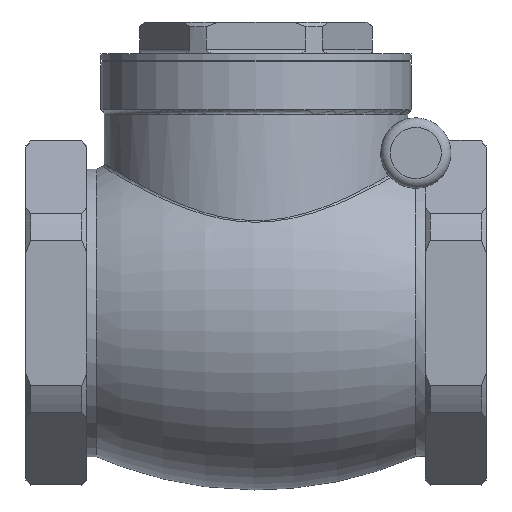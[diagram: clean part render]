
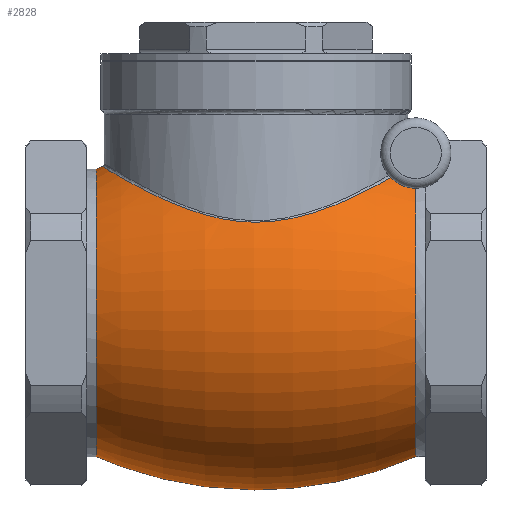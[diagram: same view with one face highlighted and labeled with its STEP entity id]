
A CAD part, left-side view. The second image highlights one B-rep face of the part: STEP entity #2828.
In plain terms, the highlighted toroidal (fillet/blend) face has major radius 69.564 mm and minor radius 125 mm.
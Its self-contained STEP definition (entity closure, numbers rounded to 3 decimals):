
#24=DEGENERATE_TOROIDAL_SURFACE('',#2996,69.564,125.,.F.);
#83=B_SPLINE_CURVE_WITH_KNOTS('',3,(#4013,#4014,#4015,#4016,#4017,#4018,
#4019),.UNSPECIFIED.,.F.,.F.,(4,1,1,1,4),(0.,0.002,
0.005,0.007,0.01),
 .UNSPECIFIED.);
#84=B_SPLINE_CURVE_WITH_KNOTS('',3,(#4021,#4022,#4023,#4024,#4025,#4026,
#4027),.UNSPECIFIED.,.F.,.F.,(4,1,1,1,4),(0.06,0.062,
0.065,0.067,0.069),.UNSPECIFIED.);
#85=B_SPLINE_CURVE_WITH_KNOTS('',3,(#4029,#4030,#4031,#4032,#4033,#4034,
#4035,#4036,#4037,#4038,#4039,#4040,#4041,#4042,#4043,#4044,#4045,#4046,
#4047,#4048,#4049,#4050,#4051,#4052,#4053,#4054,#4055,#4056,#4057,#4058,
#4059,#4060,#4061,#4062,#4063,#4064,#4065,#4066,#4067,#4068,#4069,#4070,
#4071,#4072,#4073,#4074,#4075,#4076,#4077,#4078),.UNSPECIFIED.,.F.,.F.,
(4,1,1,1,1,1,1,1,1,1,1,1,1,1,1,1,1,1,1,1,1,1,1,1,1,1,1,1,1,1,1,1,1,1,1,
1,1,1,1,1,1,1,1,1,1,1,1,4),(0.229,0.237,0.245,
0.249,0.253,0.261,0.265,
0.269,0.273,0.277,0.281,
0.285,0.29,0.294,0.302,
0.31,0.318,0.322,0.326,
0.33,0.334,0.342,0.346,
0.35,0.355,0.359,0.363,0.367,
0.371,0.375,0.383,0.391,
0.399,0.407,0.415,0.42,
0.424,0.432,0.436,0.44,
0.444,0.448,0.456,0.46,
0.464,0.472,0.48,0.489),
 .UNSPECIFIED.);
#209=CIRCLE('',#2944,45.);
#234=CIRCLE('',#2997,45.);
#489=ORIENTED_EDGE('',*,*,#1022,.F.);
#490=ORIENTED_EDGE('',*,*,#945,.T.);
#491=ORIENTED_EDGE('',*,*,#1023,.F.);
#492=ORIENTED_EDGE('',*,*,#1024,.T.);
#493=ORIENTED_EDGE('',*,*,#1025,.T.);
#945=EDGE_CURVE('',#1244,#1242,#209,.T.);
#1022=EDGE_CURVE('',#1244,#1295,#83,.T.);
#1023=EDGE_CURVE('',#1296,#1242,#84,.T.);
#1024=EDGE_CURVE('',#1296,#1295,#85,.T.);
#1025=EDGE_CURVE('',#1297,#1297,#234,.T.);
#1242=VERTEX_POINT('',#3785);
#1244=VERTEX_POINT('',#3788);
#1295=VERTEX_POINT('',#4020);
#1296=VERTEX_POINT('',#4028);
#1297=VERTEX_POINT('',#4080);
#1666=EDGE_LOOP('',(#489,#490,#491,#492));
#1667=EDGE_LOOP('',(#493));
#1809=FACE_BOUND('',#1666,.T.);
#1810=FACE_BOUND('',#1667,.T.);
#2828=ADVANCED_FACE('',(#1809,#1810),#24,.F.);
#2944=AXIS2_PLACEMENT_3D('',#3787,#3223,#3224);
#2996=AXIS2_PLACEMENT_3D('',#4012,#3353,#3354);
#2997=AXIS2_PLACEMENT_3D('',#4079,#3355,#3356);
#3223=DIRECTION('',(0.,1.,0.));
#3224=DIRECTION('',(0.,0.,1.));
#3353=DIRECTION('',(0.,-1.,0.));
#3354=DIRECTION('',(0.,0.,-1.));
#3355=DIRECTION('',(0.,-1.,0.));
#3356=DIRECTION('',(0.,0.,-1.));
#3785=CARTESIAN_POINT('',(-22.45,-50.,39.));
#3787=CARTESIAN_POINT('',(0.,-50.,0.));
#3788=CARTESIAN_POINT('',(22.45,-50.,39.));
#4012=CARTESIAN_POINT('',(0.,0.,0.));
#4013=CARTESIAN_POINT('',(22.45,-50.,39.));
#4014=CARTESIAN_POINT('',(22.982,-49.392,39.));
#4015=CARTESIAN_POINT('',(23.916,-48.07,39.098));
#4016=CARTESIAN_POINT('',(24.636,-45.8,39.733));
#4017=CARTESIAN_POINT('',(24.276,-43.645,40.922));
#4018=CARTESIAN_POINT('',(23.439,-42.593,41.843));
#4019=CARTESIAN_POINT('',(22.94,-42.151,42.294));
#4020=CARTESIAN_POINT('',(22.94,-42.151,42.294));
#4021=CARTESIAN_POINT('',(-22.94,-42.151,42.294));
#4022=CARTESIAN_POINT('',(-23.433,-42.588,41.849));
#4023=CARTESIAN_POINT('',(-24.276,-43.646,40.922));
#4024=CARTESIAN_POINT('',(-24.638,-45.789,39.737));
#4025=CARTESIAN_POINT('',(-23.913,-48.079,39.096));
#4026=CARTESIAN_POINT('',(-22.982,-49.392,39.));
#4027=CARTESIAN_POINT('',(-22.45,-50.,39.));
#4028=CARTESIAN_POINT('',(-22.94,-42.151,42.294));
#4029=CARTESIAN_POINT('',(-22.94,-42.151,42.294));
#4030=CARTESIAN_POINT('',(-25.246,-40.868,41.566));
#4031=CARTESIAN_POINT('',(-29.62,-37.926,39.932));
#4032=CARTESIAN_POINT('',(-34.3,-33.535,37.665));
#4033=CARTESIAN_POINT('',(-37.628,-29.563,35.783));
#4034=CARTESIAN_POINT('',(-40.59,-25.383,33.937));
#4035=CARTESIAN_POINT('',(-43.049,-20.872,32.182));
#4036=CARTESIAN_POINT('',(-44.999,-15.944,30.644));
#4037=CARTESIAN_POINT('',(-46.153,-12.13,29.676));
#4038=CARTESIAN_POINT('',(-46.997,-8.209,28.933));
#4039=CARTESIAN_POINT('',(-47.523,-4.131,28.455));
#4040=CARTESIAN_POINT('',(-47.698,-0.025,28.293));
#4041=CARTESIAN_POINT('',(-47.529,4.036,28.449));
#4042=CARTESIAN_POINT('',(-47.02,8.085,28.913));
#4043=CARTESIAN_POINT('',(-45.887,13.395,29.91));
#4044=CARTESIAN_POINT('',(-43.72,19.623,31.701));
#4045=CARTESIAN_POINT('',(-39.956,26.554,34.391));
#4046=CARTESIAN_POINT('',(-36.062,31.589,36.719));
#4047=CARTESIAN_POINT('',(-32.488,35.233,38.542));
#4048=CARTESIAN_POINT('',(-29.553,37.779,39.877));
#4049=CARTESIAN_POINT('',(-26.403,40.09,41.134));
#4050=CARTESIAN_POINT('',(-21.985,42.807,42.657));
#4051=CARTESIAN_POINT('',(-17.207,45.,43.936));
#4052=CARTESIAN_POINT('',(-12.019,46.613,44.896));
#4053=CARTESIAN_POINT('',(-8.081,47.473,45.415));
#4054=CARTESIAN_POINT('',(-4.074,47.996,45.732));
#4055=CARTESIAN_POINT('',(-0.001,48.175,45.841));
#4056=CARTESIAN_POINT('',(4.136,47.993,45.73));
#4057=CARTESIAN_POINT('',(8.163,47.459,45.406));
#4058=CARTESIAN_POINT('',(12.108,46.589,44.882));
#4059=CARTESIAN_POINT('',(17.288,44.967,43.917));
#4060=CARTESIAN_POINT('',(23.293,42.203,42.305));
#4061=CARTESIAN_POINT('',(29.828,37.759,39.842));
#4062=CARTESIAN_POINT('',(35.402,32.473,37.122));
#4063=CARTESIAN_POINT('',(40.119,26.297,34.283));
#4064=CARTESIAN_POINT('',(43.148,20.654,32.107));
#4065=CARTESIAN_POINT('',(45.058,15.774,30.596));
#4066=CARTESIAN_POINT('',(46.591,10.634,29.306));
#4067=CARTESIAN_POINT('',(47.482,5.341,28.492));
#4068=CARTESIAN_POINT('',(47.699,-0.186,28.292));
#4069=CARTESIAN_POINT('',(47.51,-4.256,28.467));
#4070=CARTESIAN_POINT('',(46.987,-8.273,28.943));
#4071=CARTESIAN_POINT('',(45.834,-13.58,29.956));
#4072=CARTESIAN_POINT('',(44.089,-18.521,31.392));
#4073=CARTESIAN_POINT('',(41.794,-23.174,33.078));
#4074=CARTESIAN_POINT('',(39.123,-27.635,34.89));
#4075=CARTESIAN_POINT('',(35.221,-32.673,37.221));
#4076=CARTESIAN_POINT('',(29.518,-38.009,39.976));
#4077=CARTESIAN_POINT('',(25.22,-40.882,41.574));
#4078=CARTESIAN_POINT('',(22.94,-42.151,42.294));
#4079=CARTESIAN_POINT('',(0.,50.,0.));
#4080=CARTESIAN_POINT('',(0.,50.,-45.));
